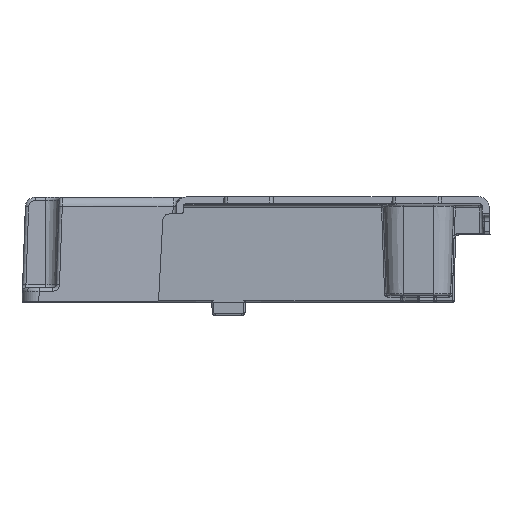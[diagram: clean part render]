
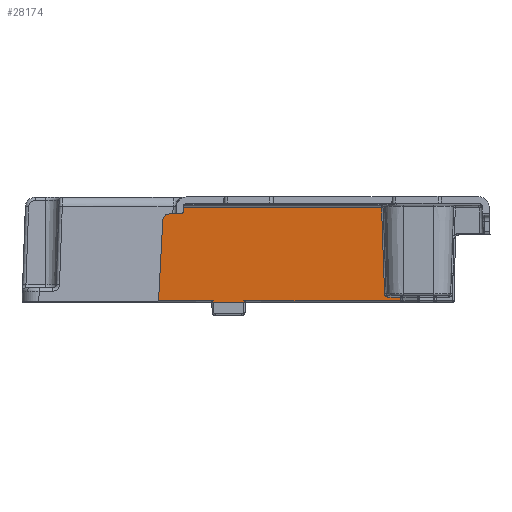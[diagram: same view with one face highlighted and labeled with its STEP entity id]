
A CAD part, top view. The second image highlights one B-rep face of the part: STEP entity #28174.
In plain terms, the highlighted planar face has unit normal (0, -0.035, 0.999).
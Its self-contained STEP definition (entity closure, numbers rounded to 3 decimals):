
#440 = CARTESIAN_POINT ( 'NONE',  ( -35.09, 1.517, -188.946 ) ) ;
#556 = CARTESIAN_POINT ( 'NONE',  ( -32.462, 1.062, -188.962 ) ) ;
#1884 = CARTESIAN_POINT ( 'NONE',  ( 62.912, 2.483, -188.912 ) ) ;
#2159 = DIRECTION ( 'NONE',  ( 1., 0., 0. ) ) ;
#2531 = VERTEX_POINT ( 'NONE', #13730 ) ;
#2619 = LINE ( 'NONE', #19518, #17181 ) ;
#3299 = DIRECTION ( 'NONE',  ( -0.035, -0.999, -0.035 ) ) ;
#3508 = VERTEX_POINT ( 'NONE', #440 ) ;
#3584 = VERTEX_POINT ( 'NONE', #28251 ) ;
#4112 = DIRECTION ( 'NONE',  ( -1., 0., 0. ) ) ;
#4163 = LINE ( 'NONE', #7846, #17006 ) ;
#4655 = VECTOR ( 'NONE', #8586, 1000. ) ;
#4882 = CARTESIAN_POINT ( 'NONE',  ( -33.412, 1.517, -188.946 ) ) ;
#4898 = VECTOR ( 'NONE', #17146, 1000. ) ;
#5607 = CARTESIAN_POINT ( 'NONE',  ( -32.412, 2.483, -188.912 ) ) ;
#5618 = VERTEX_POINT ( 'NONE', #18644 ) ;
#5639 = EDGE_CURVE ( 'NONE', #13391, #22764, #11926, .T. ) ;
#5839 = CARTESIAN_POINT ( 'NONE',  ( 67.615, 1.991, -188.929 ) ) ;
#5946 = ORIENTED_EDGE ( 'NONE', *, *, #8743, .T. ) ;
#6641 = CARTESIAN_POINT ( 'NONE',  ( 62.02, 28.035, -188.02 ) ) ;
#6852 = VERTEX_POINT ( 'NONE', #6641 ) ;
#6873 = CARTESIAN_POINT ( 'NONE',  ( 67.642, 0.483, -188.982 ) ) ;
#7846 = CARTESIAN_POINT ( 'NONE',  ( 12.105, -3.017, -189.104 ) ) ;
#7861 = DIRECTION ( 'NONE',  ( 0.035, 0.999, 0.035 ) ) ;
#8096 = VERTEX_POINT ( 'NONE', #5607 ) ;
#8352 = EDGE_CURVE ( 'NONE', #13391, #12721, #14374, .T. ) ;
#8586 = DIRECTION ( 'NONE',  ( -0.017, 0.999, 0.035 ) ) ;
#8609 = EDGE_CURVE ( 'NONE', #24294, #6852, #22843, .T. ) ;
#8743 = EDGE_CURVE ( 'NONE', #2531, #3584, #27528, .T. ) ;
#9696 = CARTESIAN_POINT ( 'NONE',  ( 62.912, 2.483, -188.912 ) ) ;
#9709 = EDGE_CURVE ( 'NONE', #11200, #24294, #16842, .T. ) ;
#10026 = CARTESIAN_POINT ( 'NONE',  ( 21.017, 0.483, -188.982 ) ) ;
#10054 = ORIENTED_EDGE ( 'NONE', *, *, #12666, .T. ) ;
#10173 = ORIENTED_EDGE ( 'NONE', *, *, #19811, .T. ) ;
#11200 = VERTEX_POINT ( 'NONE', #31049 ) ;
#11718 = ORIENTED_EDGE ( 'NONE', *, *, #13176, .T. ) ;
#11732 = EDGE_CURVE ( 'NONE', #3508, #2531, #28618, .T. ) ;
#11926 = LINE ( 'NONE', #29741, #25524 ) ;
#11950 = LINE ( 'NONE', #5839, #4655 ) ;
#12063 = ORIENTED_EDGE ( 'NONE', *, *, #8352, .F. ) ;
#12438 = VERTEX_POINT ( 'NONE', #6873 ) ;
#12649 = EDGE_LOOP ( 'NONE', ( #19975, #10054, #16129, #24364, #18105, #10173, #24110, #16254, #32088, #5946, #11718, #12063, #28559, #17184 ) ) ;
#12666 = EDGE_CURVE ( 'NONE', #24642, #11200, #16566, .T. ) ;
#12721 = VERTEX_POINT ( 'NONE', #30139 ) ;
#13176 = EDGE_CURVE ( 'NONE', #3584, #12721, #4163, .T. ) ;
#13391 = VERTEX_POINT ( 'NONE', #29912 ) ;
#13730 = CARTESIAN_POINT ( 'NONE',  ( -35.118, 0.483, -188.982 ) ) ;
#14374 = LINE ( 'NONE', #26031, #28001 ) ;
#14454 = LINE ( 'NONE', #34889, #20812 ) ;
#15756 = LINE ( 'NONE', #556, #21271 ) ;
#15945 = DIRECTION ( 'NONE',  ( 0., 0.999, 0.035 ) ) ;
#16129 = ORIENTED_EDGE ( 'NONE', *, *, #9709, .T. ) ;
#16254 = ORIENTED_EDGE ( 'NONE', *, *, #19921, .T. ) ;
#16566 = LINE ( 'NONE', #29891, #22947 ) ;
#16842 =( BOUNDED_CURVE ( )  B_SPLINE_CURVE ( 3, ( #25996, #23271, #30894, #9696 ),
 .UNSPECIFIED., .F., .T. ) 
 B_SPLINE_CURVE_WITH_KNOTS ( ( 4, 4 ),
 ( 3.142, 4.677 ),
 .UNSPECIFIED. ) 
 CURVE ( )  GEOMETRIC_REPRESENTATION_ITEM ( )  RATIONAL_B_SPLINE_CURVE ( ( 1., 0.813, 0.813, 1. ) ) 
 REPRESENTATION_ITEM ( '' )  );
#16942 = CARTESIAN_POINT ( 'NONE',  ( 67.624, 1.517, -188.946 ) ) ;
#17006 = VECTOR ( 'NONE', #24207, 1000. ) ;
#17146 = DIRECTION ( 'NONE',  ( 1., 0., 0. ) ) ;
#17181 = VECTOR ( 'NONE', #22007, 1000. ) ;
#17184 = ORIENTED_EDGE ( 'NONE', *, *, #34529, .T. ) ;
#18105 = ORIENTED_EDGE ( 'NONE', *, *, #30075, .F. ) ;
#18518 = CARTESIAN_POINT ( 'NONE',  ( -32.432, 1.913, -188.932 ) ) ;
#18644 = CARTESIAN_POINT ( 'NONE',  ( -31.52, 28.035, -188.02 ) ) ;
#18733 = VECTOR ( 'NONE', #4112, 1000. ) ;
#19518 = CARTESIAN_POINT ( 'NONE',  ( 0., 0.483, -188.982 ) ) ;
#19604 = CARTESIAN_POINT ( 'NONE',  ( -35.132, -0.018, -188.999 ) ) ;
#19646 = AXIS2_PLACEMENT_3D ( 'NONE', #26633, #32316, #15945 ) ;
#19811 = EDGE_CURVE ( 'NONE', #5618, #8096, #15756, .T. ) ;
#19840 = CARTESIAN_POINT ( 'NONE',  ( 0., 0.483, -188.982 ) ) ;
#19921 = EDGE_CURVE ( 'NONE', #32474, #3508, #25935, .T. ) ;
#19975 = ORIENTED_EDGE ( 'NONE', *, *, #22865, .T. ) ;
#20363 = CARTESIAN_POINT ( 'NONE',  ( -33.412, 1.517, -188.946 ) ) ;
#20458 = CARTESIAN_POINT ( 'NONE',  ( -35.076, 1.517, -188.946 ) ) ;
#20548 = EDGE_CURVE ( 'NONE', #8096, #32474, #27198, .T. ) ;
#20812 = VECTOR ( 'NONE', #2159, 1000. ) ;
#21217 = CARTESIAN_POINT ( 'NONE',  ( -32.842, 1.517, -188.946 ) ) ;
#21271 = VECTOR ( 'NONE', #3299, 1000. ) ;
#21860 = CARTESIAN_POINT ( 'NONE',  ( 62.925, 2.125, -188.925 ) ) ;
#22007 = DIRECTION ( 'NONE',  ( 1., 0., 0. ) ) ;
#22764 = VERTEX_POINT ( 'NONE', #10026 ) ;
#22843 = LINE ( 'NONE', #21860, #24551 ) ;
#22865 = EDGE_CURVE ( 'NONE', #12438, #24642, #11950, .T. ) ;
#22947 = VECTOR ( 'NONE', #27102, 1000. ) ;
#23271 = CARTESIAN_POINT ( 'NONE',  ( 63.342, 1.517, -188.946 ) ) ;
#24110 = ORIENTED_EDGE ( 'NONE', *, *, #20548, .T. ) ;
#24207 = DIRECTION ( 'NONE',  ( 0.035, -0.999, -0.035 ) ) ;
#24294 = VERTEX_POINT ( 'NONE', #1884 ) ;
#24364 = ORIENTED_EDGE ( 'NONE', *, *, #8609, .T. ) ;
#24551 = VECTOR ( 'NONE', #30135, 1000. ) ;
#24642 = VERTEX_POINT ( 'NONE', #16942 ) ;
#25524 = VECTOR ( 'NONE', #7861, 1000. ) ;
#25935 = LINE ( 'NONE', #20458, #18733 ) ;
#25996 = CARTESIAN_POINT ( 'NONE',  ( 63.912, 1.517, -188.946 ) ) ;
#26031 = CARTESIAN_POINT ( 'NONE',  ( 11.5, 0., -188.999 ) ) ;
#26633 = CARTESIAN_POINT ( 'NONE',  ( 0., -0.07, -189.001 ) ) ;
#27102 = DIRECTION ( 'NONE',  ( -1., 0., 0. ) ) ;
#27198 =( BOUNDED_CURVE ( )  B_SPLINE_CURVE ( 3, ( #34875, #18518, #21217, #4882 ),
 .UNSPECIFIED., .F., .F. ) 
 B_SPLINE_CURVE_WITH_KNOTS ( ( 4, 4 ),
 ( 1.606, 3.142 ),
 .UNSPECIFIED. ) 
 CURVE ( )  GEOMETRIC_REPRESENTATION_ITEM ( )  RATIONAL_B_SPLINE_CURVE ( ( 1., 0.813, 0.813, 1. ) ) 
 REPRESENTATION_ITEM ( '' )  );
#27528 = LINE ( 'NONE', #19840, #4898 ) ;
#28001 = VECTOR ( 'NONE', #28844, 1000. ) ;
#28174 = ADVANCED_FACE ( 'NONE', ( #32003 ), #29564, .F. ) ;
#28251 = CARTESIAN_POINT ( 'NONE',  ( 11.983, 0.483, -188.982 ) ) ;
#28559 = ORIENTED_EDGE ( 'NONE', *, *, #5639, .T. ) ;
#28618 = LINE ( 'NONE', #19604, #35017 ) ;
#28844 = DIRECTION ( 'NONE',  ( -1., 0., 0. ) ) ;
#29564 = PLANE ( 'NONE',  #19646 ) ;
#29741 = CARTESIAN_POINT ( 'NONE',  ( 21.001, 0.017, -188.998 ) ) ;
#29891 = CARTESIAN_POINT ( 'NONE',  ( 0., 1.517, -188.946 ) ) ;
#29912 = CARTESIAN_POINT ( 'NONE',  ( 21., 0., -188.999 ) ) ;
#30075 = EDGE_CURVE ( 'NONE', #5618, #6852, #14454, .T. ) ;
#30135 = DIRECTION ( 'NONE',  ( -0.035, 0.999, 0.035 ) ) ;
#30139 = CARTESIAN_POINT ( 'NONE',  ( 12., 0., -188.999 ) ) ;
#30635 = DIRECTION ( 'NONE',  ( -0.027, -0.999, -0.035 ) ) ;
#30894 = CARTESIAN_POINT ( 'NONE',  ( 62.932, 1.913, -188.932 ) ) ;
#31049 = CARTESIAN_POINT ( 'NONE',  ( 63.912, 1.517, -188.946 ) ) ;
#32003 = FACE_OUTER_BOUND ( 'NONE', #12649, .T. ) ;
#32088 = ORIENTED_EDGE ( 'NONE', *, *, #11732, .T. ) ;
#32316 = DIRECTION ( 'NONE',  ( 0., 0.035, -0.999 ) ) ;
#32474 = VERTEX_POINT ( 'NONE', #20363 ) ;
#34529 = EDGE_CURVE ( 'NONE', #22764, #12438, #2619, .T. ) ;
#34875 = CARTESIAN_POINT ( 'NONE',  ( -32.412, 2.483, -188.912 ) ) ;
#34889 = CARTESIAN_POINT ( 'NONE',  ( 0., 28.035, -188.02 ) ) ;
#35017 = VECTOR ( 'NONE', #30635, 1000. ) ;
